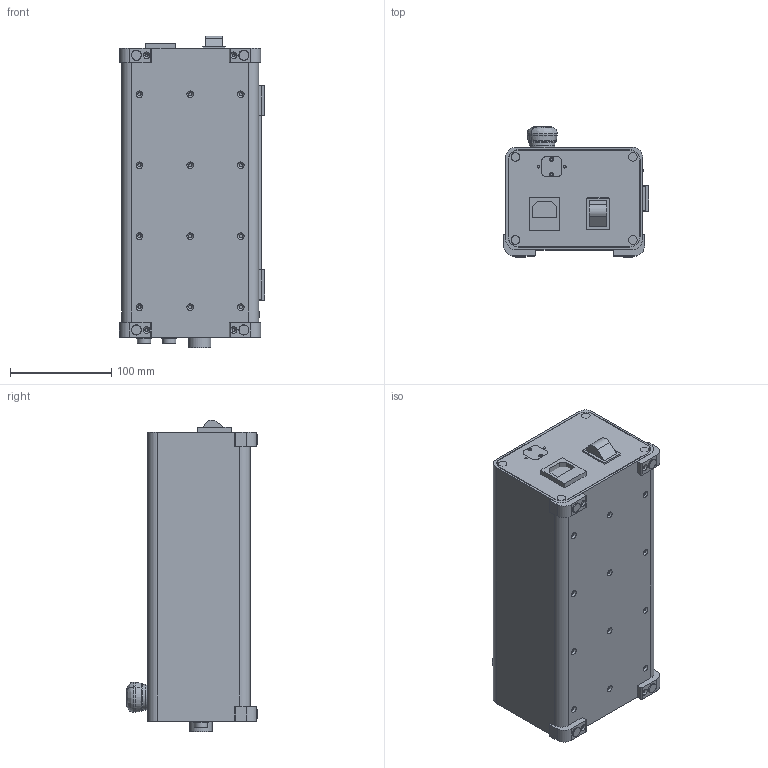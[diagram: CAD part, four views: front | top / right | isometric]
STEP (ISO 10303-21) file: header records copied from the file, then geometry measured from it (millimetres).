
FILE_DESCRIPTION (( 'STEP AP203' ), '1' );
FILE_NAME ('AC Control Box(AC1300).STEP', '2021-04-28T03:35:10', ( '' ), ( '' ), 'SwSTEP 2.0', 'SolidWorks 2016', '' );
FILE_SCHEMA (( 'CONFIG_CONTROL_DESIGN' ));
Length unit declared in the file: millimetre
Products named in the file (1): AC Control Box(AC1300)
Bounding box: 143.35 x 128.6 x 307.22 mm (x, y, z)
Volume: 3939729.2 mm3; surface area: 295944 mm2
Topology: 28 solids, 28 shells, 1413 faces, 3596 edges, 2350 vertices
Faces by surface type: plane 875, cylinder 418, bspline 67, cone 53
Full cylindrical faces by diameter (mm): 1 x12, 1.15 x12, 1.4 x12, 2.1 x4, 2.2 x2, 2.5 x18, 3 x2, 3.2 x30, 3.3 x2, 4.2 x10, 5 x4, 7.2 x1, 9.6 x4, 10 x8, 12 x2, 12.2 x2, 13 x2, 14.8 x1, 15 x5, 16 x1, 18 x1, 18.4 x1, 19.2 x1, 19.8 x1, 20.2 x1, 22 x2, 22.9 x1, 23 x1, 23.5 x2, 23.6 x1
Entity records: 43337 total; most frequent: CARTESIAN_POINT 10070, ORIENTED_EDGE 6706, DIRECTION 6631, EDGE_CURVE 3353, VERTEX_POINT 2304, AXIS2_PLACEMENT_3D 2269, VECTOR 2093, LINE 2093
